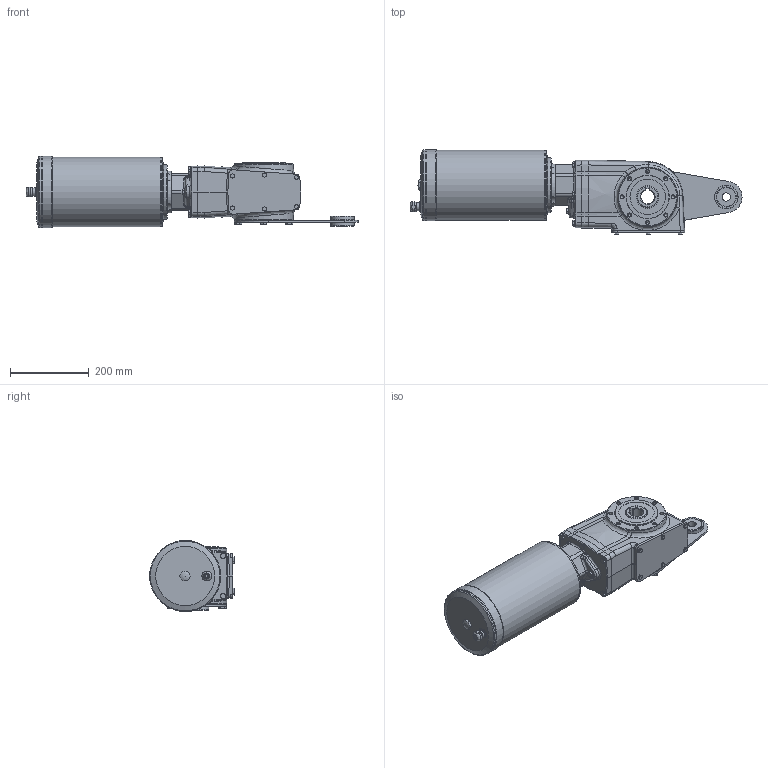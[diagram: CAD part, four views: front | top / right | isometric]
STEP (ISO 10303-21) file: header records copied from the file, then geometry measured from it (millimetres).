
FILE_DESCRIPTION( ( 'Unknown' ), '1' );
FILE_NAME( 'C674C6F8BDCE72EDD59E539119CC378B.3d.stp', 'Unknown', ( 'Unknown' ), ( 'Unknown' ), 'PSStep 10.1', 'Unknown', ' ' );
FILE_SCHEMA( ( 'AUTOMOTIVE_DESIGN { 1 0 10303 214 1 1 1 1 }' ) );
Length unit declared in the file: millimetre
Products named in the file (1): X62N
Bounding box: 844.5 x 215.7 x 181 mm (x, y, z)
Volume: 14539872.5 mm3; surface area: 558435.8 mm2
Topology: 1 solids, 23 shells, 881 faces, 2048 edges, 1276 vertices
Faces by surface type: plane 342, cylinder 220, cone 198, torus 63, bspline 53, extrusion 4, sphere 1
Full cylindrical faces by diameter (mm): 6 x6, 6.647 x8, 7 x7, 8.376 x32, 8.9 x6, 9 x4, 10 x10, 11 x4, 11.6 x6, 12 x6, 13.4 x1, 14.6 x4, 16.662 x1, 18 x1, 20 x1, 21 x1, 24 x1, 30 x1, 49 x1, 50 x2, 50.1 x1, 50.2 x1, 57.5 x2, 58 x2, 60 x2, 62 x1, 85 x1, 90 x2, 95 x1, 110 x2
Entity records: 35820 total; most frequent: CARTESIAN_POINT 10731, DIRECTION 3724, ORIENTED_EDGE 3348, EDGE_CURVE 1674, AXIS2_PLACEMENT_3D 1560, EDGE_LOOP 1234, VERTEX_POINT 1172, FACE_OUTER_BOUND 1065
